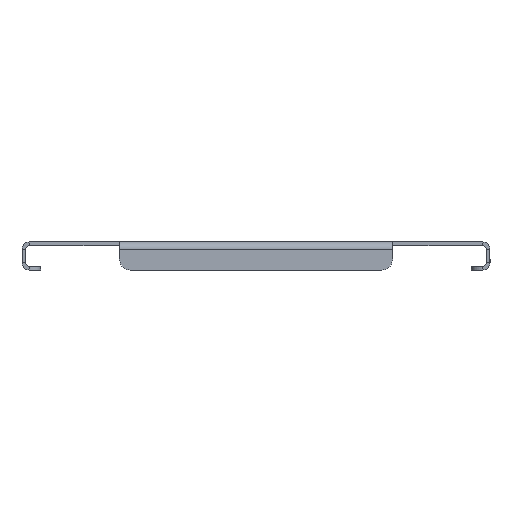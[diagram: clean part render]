
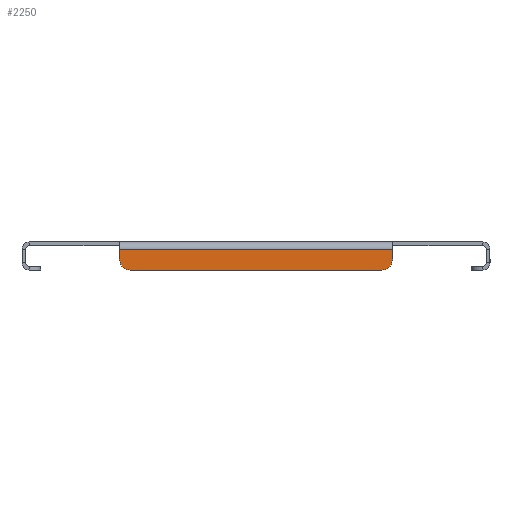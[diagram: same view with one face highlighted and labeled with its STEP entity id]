
A CAD part, left-side view. The second image highlights one B-rep face of the part: STEP entity #2250.
In plain terms, the highlighted planar face has unit normal (-1, 0, 0).
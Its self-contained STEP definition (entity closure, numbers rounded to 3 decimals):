
#25 = CARTESIAN_POINT ( 'NONE',  ( -399.5, 73., -9. ) ) ;
#31 = LINE ( 'NONE', #46, #1814 ) ;
#46 = CARTESIAN_POINT ( 'NONE',  ( -399.5, -125., -4. ) ) ;
#257 = DIRECTION ( 'NONE',  ( 0., -1., 0. ) ) ;
#279 = DIRECTION ( 'NONE',  ( -1., 0., 0. ) ) ;
#295 = EDGE_CURVE ( 'NONE', #353, #658, #608, .T. ) ;
#353 = VERTEX_POINT ( 'NONE', #25 ) ;
#407 = LINE ( 'NONE', #1342, #2055 ) ;
#462 = CARTESIAN_POINT ( 'NONE',  ( -399.5, 67., -15. ) ) ;
#520 = CARTESIAN_POINT ( 'NONE',  ( -399.5, 0., 0. ) ) ;
#580 = EDGE_CURVE ( 'NONE', #713, #2506, #1258, .T. ) ;
#608 = CIRCLE ( 'NONE', #1002, 6. ) ;
#658 = VERTEX_POINT ( 'NONE', #462 ) ;
#691 = CARTESIAN_POINT ( 'NONE',  ( -399.5, -73., -9. ) ) ;
#713 = VERTEX_POINT ( 'NONE', #1663 ) ;
#716 = AXIS2_PLACEMENT_3D ( 'NONE', #1608, #2064, #2486 ) ;
#723 = EDGE_LOOP ( 'NONE', ( #1045, #2618, #2709, #2508, #2238, #2212 ) ) ;
#890 = VECTOR ( 'NONE', #2764, 1000. ) ;
#988 = EDGE_CURVE ( 'NONE', #713, #658, #407, .T. ) ;
#1002 = AXIS2_PLACEMENT_3D ( 'NONE', #1458, #279, #1406 ) ;
#1036 = FACE_OUTER_BOUND ( 'NONE', #723, .T. ) ;
#1045 = ORIENTED_EDGE ( 'NONE', *, *, #988, .F. ) ;
#1060 = EDGE_CURVE ( 'NONE', #2426, #1981, #31, .T. ) ;
#1136 = VECTOR ( 'NONE', #2407, 1000. ) ;
#1238 = CARTESIAN_POINT ( 'NONE',  ( -399.5, -73., -15. ) ) ;
#1258 = CIRCLE ( 'NONE', #716, 6. ) ;
#1342 = CARTESIAN_POINT ( 'NONE',  ( -399.5, -125., -15. ) ) ;
#1406 = DIRECTION ( 'NONE',  ( 0., 0., -1. ) ) ;
#1455 = LINE ( 'NONE', #1238, #890 ) ;
#1457 = DIRECTION ( 'NONE',  ( 0., 0., -1. ) ) ;
#1458 = CARTESIAN_POINT ( 'NONE',  ( -399.5, 67., -9. ) ) ;
#1485 = CARTESIAN_POINT ( 'NONE',  ( -399.5, 73., -4. ) ) ;
#1491 = CARTESIAN_POINT ( 'NONE',  ( -399.5, 73., -15. ) ) ;
#1608 = CARTESIAN_POINT ( 'NONE',  ( -399.5, -67., -9. ) ) ;
#1663 = CARTESIAN_POINT ( 'NONE',  ( -399.5, -67., -15. ) ) ;
#1718 = EDGE_CURVE ( 'NONE', #2506, #1981, #1455, .T. ) ;
#1814 = VECTOR ( 'NONE', #257, 1000. ) ;
#1924 = DIRECTION ( 'NONE',  ( 1., 0., 0. ) ) ;
#1970 = LINE ( 'NONE', #1491, #1136 ) ;
#1981 = VERTEX_POINT ( 'NONE', #2889 ) ;
#2055 = VECTOR ( 'NONE', #2939, 1000. ) ;
#2064 = DIRECTION ( 'NONE',  ( -1., 0., 0. ) ) ;
#2212 = ORIENTED_EDGE ( 'NONE', *, *, #295, .T. ) ;
#2238 = ORIENTED_EDGE ( 'NONE', *, *, #2272, .T. ) ;
#2250 = ADVANCED_FACE ( 'NONE', ( #1036 ), #2849, .F. ) ;
#2272 = EDGE_CURVE ( 'NONE', #2426, #353, #1970, .T. ) ;
#2407 = DIRECTION ( 'NONE',  ( 0., 0., -1. ) ) ;
#2426 = VERTEX_POINT ( 'NONE', #1485 ) ;
#2486 = DIRECTION ( 'NONE',  ( 0., 0., -1. ) ) ;
#2506 = VERTEX_POINT ( 'NONE', #691 ) ;
#2508 = ORIENTED_EDGE ( 'NONE', *, *, #1060, .F. ) ;
#2618 = ORIENTED_EDGE ( 'NONE', *, *, #580, .T. ) ;
#2709 = ORIENTED_EDGE ( 'NONE', *, *, #1718, .T. ) ;
#2764 = DIRECTION ( 'NONE',  ( 0., 0., 1. ) ) ;
#2849 = PLANE ( 'NONE',  #2903 ) ;
#2889 = CARTESIAN_POINT ( 'NONE',  ( -399.5, -73., -4. ) ) ;
#2903 = AXIS2_PLACEMENT_3D ( 'NONE', #520, #1924, #1457 ) ;
#2939 = DIRECTION ( 'NONE',  ( 0., 1., 0. ) ) ;
